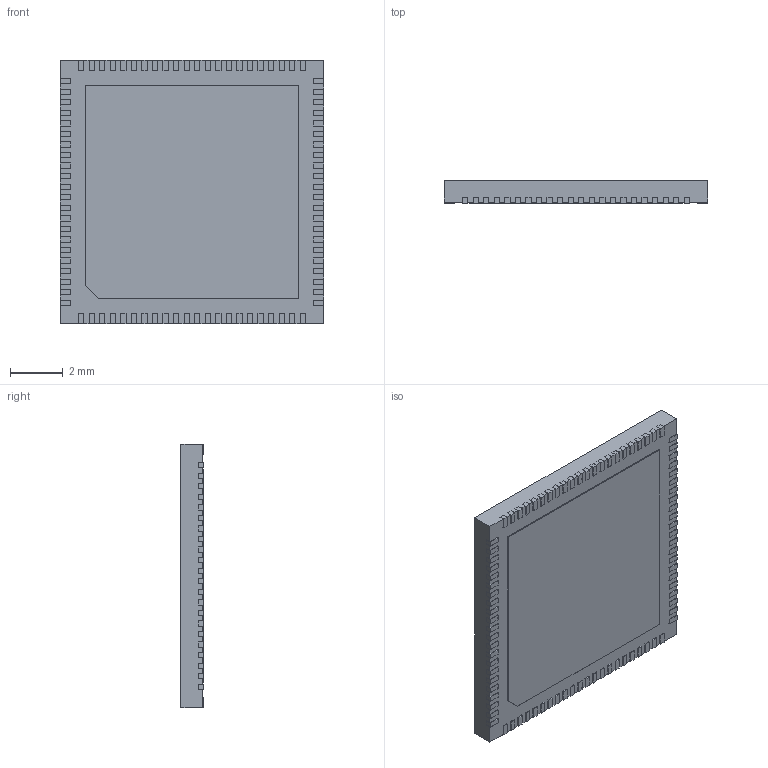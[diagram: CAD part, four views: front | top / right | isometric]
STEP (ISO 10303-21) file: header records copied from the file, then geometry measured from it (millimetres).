
FILE_DESCRIPTION(/* description */ ('STEP AP214'),/* implementation_level */ '2;1');
FILE_NAME(/* name */ 'QFN-88-1EP_10X10_Pitch0_4mm_HEEPocrates.step',/* time_stamp */ '2024-09-06T18:42:13+02:00',/* author */ (''),/* organization */ (''),/* preprocessor_version */ 'ST-DEVELOPER v20',/* originating_system */ 'Autodesk Translation Framework v13.14.0.145',/* authorisation */ '');
FILE_SCHEMA (('AUTOMOTIVE_DESIGN { 1 0 10303 214 3 1 1 }'));
Length unit declared in the file: millimetre
Products named in the file (1): 78CD9549-64C8-40DC-9FA8-E4EE43BD99D3
Bounding box: 10 x 0.86 x 10 mm (x, y, z)
Volume: 84.1 mm3; surface area: 429.1 mm2
Topology: 110 solids, 110 shells, 1174 faces, 2870 edges, 1916 vertices
Faces by surface type: plane 981, bspline 192, cylinder 1
Full cylindrical faces by diameter (mm): 0.8 x1
Entity records: 34838 total; most frequent: CARTESIAN_POINT 8769, ORIENTED_EDGE 5740, DIRECTION 4350, EDGE_CURVE 2870, LINE 2380, VECTOR 2380, VERTEX_POINT 1916, EDGE_LOOP 1180
